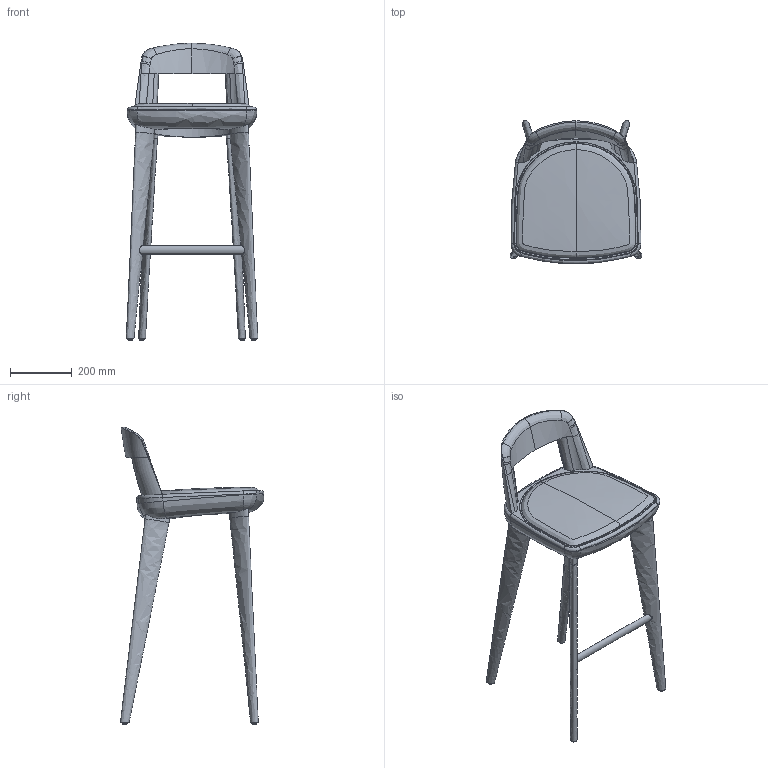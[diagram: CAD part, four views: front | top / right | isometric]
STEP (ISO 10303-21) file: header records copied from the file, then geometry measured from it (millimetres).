
FILE_DESCRIPTION(/* description */ (''),/* implementation_level */ '2;1');
FILE_NAME(/* name */ 'Brutus_CB-473_3D',/* time_stamp */ '2025-08-26T20:30:11+02:00',/* author */ (''),/* organization */ (''),/* preprocessor_version */ 'ST-DEVELOPER v16.5',/* originating_system */ 'Rhino 7.34',/* authorisation */ '');
FILE_SCHEMA (('AUTOMOTIVE_DESIGN'));
Length unit declared in the file: centimetre
Products named in the file (2): Document; CB-473_Brutus
Assembly tree (1 placements, depth 2):
  Document
    CB-473_Brutus
Bounding box: 425.09 x 462.88 x 960.5 mm (x, y, z)
Volume: 11296047.9 mm3; surface area: 1148637.8 mm2
Topology: 23 solids, 23 shells, 165 faces, 310 edges, 191 vertices
Faces by surface type: bspline 92, plane 51, cylinder 22
Full cylindrical faces by diameter (mm): 5 x1, 13 x6, 16 x6, 286.494 x1
Entity records: 19614 total; most frequent: CARTESIAN_POINT 17384, ORIENTED_EDGE 612, EDGE_CURVE 306, VERTEX_POINT 189, EDGE_LOOP 171, ADVANCED_FACE 165, FACE_OUTER_BOUND 165, B_SPLINE_CURVE_WITH_KNOTS 81
